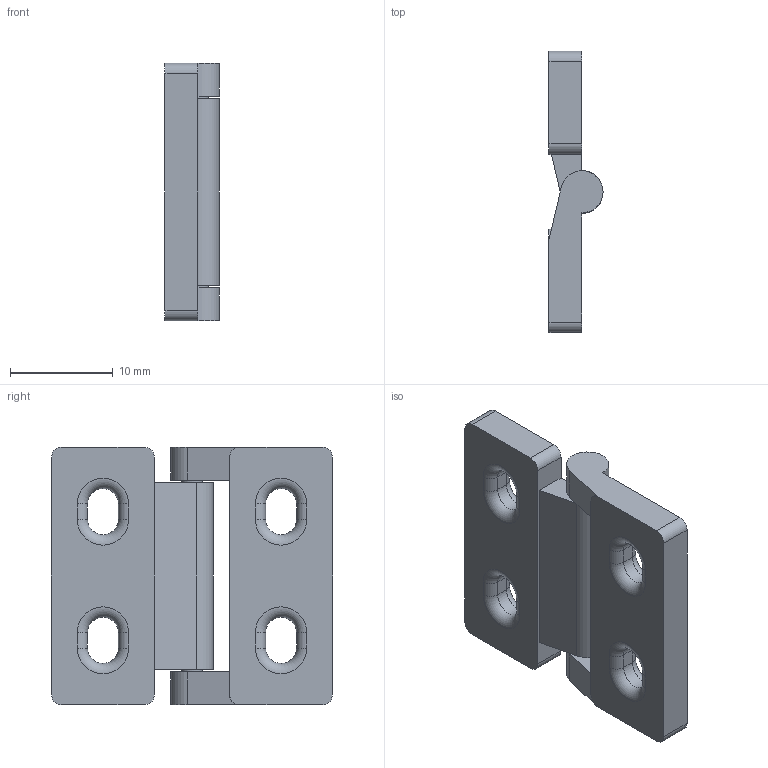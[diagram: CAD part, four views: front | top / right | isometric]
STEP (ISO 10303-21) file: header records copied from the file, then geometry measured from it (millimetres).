
FILE_DESCRIPTION(/* description */ (''),/* implementation_level */ '2;1');
FILE_NAME(/* name */ 'Hinge-270 v5.step',/* time_stamp */ '2021-07-26T14:51:15+02:00',/* author */ (''),/* organization */ (''),/* preprocessor_version */ 'ST-DEVELOPER v18.1',/* originating_system */ 'Autodesk Translation Framework v10.9.0.1377',/* authorisation */ '');
FILE_SCHEMA (('AUTOMOTIVE_DESIGN { 1 0 10303 214 3 1 1 }'));
Length unit declared in the file: millimetre
Products named in the file (3): Hinge-270; Component1; Component2
Assembly tree (2 placements, depth 2):
  Hinge-270
    Component1
    Component2
Bounding box: 5.25 x 27.3 x 25 mm (x, y, z)
Volume: 1863 mm3; surface area: 2117.5 mm2
Topology: 2 solids, 2 shells, 83 faces, 200 edges, 122 vertices
Faces by surface type: cylinder 37, plane 30, torus 16
Full cylindrical faces by diameter (mm): 2 x1, 2.5 x1
Entity records: 2535 total; most frequent: DIRECTION 466, CARTESIAN_POINT 410, ORIENTED_EDGE 400, EDGE_CURVE 200, AXIS2_PLACEMENT_3D 178, VERTEX_POINT 122, LINE 110, VECTOR 110
